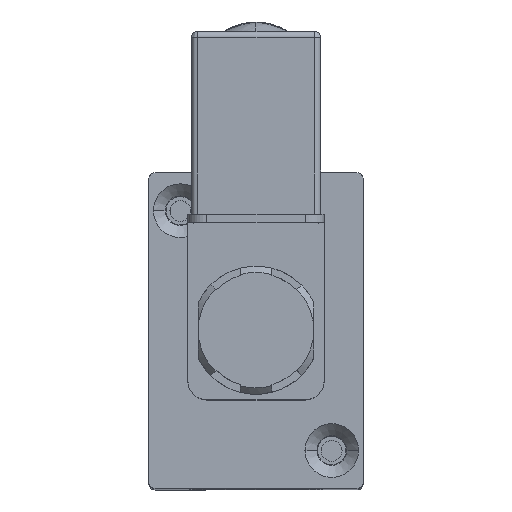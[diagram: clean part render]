
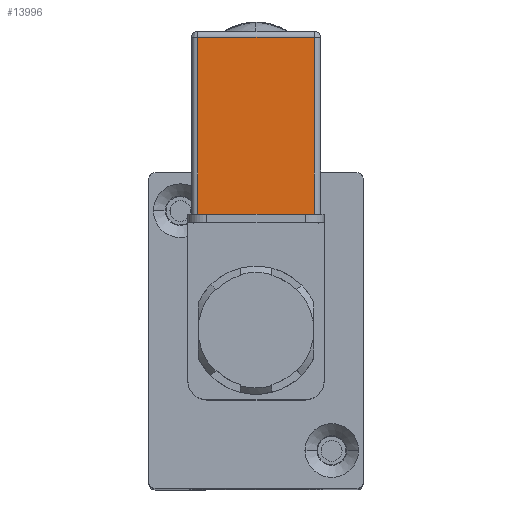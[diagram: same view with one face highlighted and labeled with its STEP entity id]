
A CAD part, top view. The second image highlights one B-rep face of the part: STEP entity #13996.
In plain terms, the highlighted planar face has unit normal (0, 0, 1).
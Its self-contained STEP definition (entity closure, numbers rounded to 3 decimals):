
#300 = CARTESIAN_POINT ( 'NONE',  ( -4.451, 31.901, 102.95 ) ) ;
#311 = CARTESIAN_POINT ( 'NONE',  ( -13.701, 31.901, 102.95 ) ) ;
#407 = ORIENTED_EDGE ( 'NONE', *, *, #10550, .F. ) ;
#595 = ORIENTED_EDGE ( 'NONE', *, *, #3244, .F. ) ;
#1029 = LINE ( 'NONE', #13747, #9718 ) ;
#1414 = EDGE_CURVE ( 'NONE', #10301, #11052, #12376, .T. ) ;
#1418 = DIRECTION ( 'NONE',  ( -1., 0., 0. ) ) ;
#2122 = CARTESIAN_POINT ( 'NONE',  ( 4.799, 31.901, 102.95 ) ) ;
#3042 = EDGE_CURVE ( 'NONE', #11052, #6266, #6533, .T. ) ;
#3244 = EDGE_CURVE ( 'NONE', #13040, #10301, #1029, .T. ) ;
#3371 = LINE ( 'NONE', #311, #12060 ) ;
#3486 = VECTOR ( 'NONE', #14154, 1000. ) ;
#3706 = DIRECTION ( 'NONE',  ( 0., 1., 0. ) ) ;
#4281 = FACE_OUTER_BOUND ( 'NONE', #7226, .T. ) ;
#4558 = ORIENTED_EDGE ( 'NONE', *, *, #3042, .F. ) ;
#5936 = PLANE ( 'NONE',  #9205 ) ;
#6264 = CARTESIAN_POINT ( 'NONE',  ( 5.799, 22.021, 102.95 ) ) ;
#6266 = VERTEX_POINT ( 'NONE', #12221 ) ;
#6533 = LINE ( 'NONE', #6264, #3486 ) ;
#7226 = EDGE_LOOP ( 'NONE', ( #595, #407, #4558, #8108 ) ) ;
#7824 = DIRECTION ( 'NONE',  ( 0., -1., 0. ) ) ;
#8108 = ORIENTED_EDGE ( 'NONE', *, *, #1414, .F. ) ;
#8215 = DIRECTION ( 'NONE',  ( 0., 0., -1. ) ) ;
#8405 = CARTESIAN_POINT ( 'NONE',  ( -13.701, 50.021, 102.95 ) ) ;
#9205 = AXIS2_PLACEMENT_3D ( 'NONE', #300, #8215, #1418 ) ;
#9440 = CARTESIAN_POINT ( 'NONE',  ( 4.799, 50.021, 102.95 ) ) ;
#9718 = VECTOR ( 'NONE', #10411, 1000. ) ;
#10301 = VERTEX_POINT ( 'NONE', #9440 ) ;
#10411 = DIRECTION ( 'NONE',  ( 1., 0., 0. ) ) ;
#10550 = EDGE_CURVE ( 'NONE', #6266, #13040, #3371, .T. ) ;
#11052 = VERTEX_POINT ( 'NONE', #11420 ) ;
#11420 = CARTESIAN_POINT ( 'NONE',  ( 4.799, 22.021, 102.95 ) ) ;
#12013 = VECTOR ( 'NONE', #7824, 1000. ) ;
#12060 = VECTOR ( 'NONE', #3706, 1000. ) ;
#12221 = CARTESIAN_POINT ( 'NONE',  ( -13.701, 22.021, 102.95 ) ) ;
#12376 = LINE ( 'NONE', #2122, #12013 ) ;
#13040 = VERTEX_POINT ( 'NONE', #8405 ) ;
#13747 = CARTESIAN_POINT ( 'NONE',  ( -4.451, 50.021, 102.95 ) ) ;
#13996 = ADVANCED_FACE ( 'NONE', ( #4281 ), #5936, .F. ) ;
#14154 = DIRECTION ( 'NONE',  ( -1., 0., 0. ) ) ;
